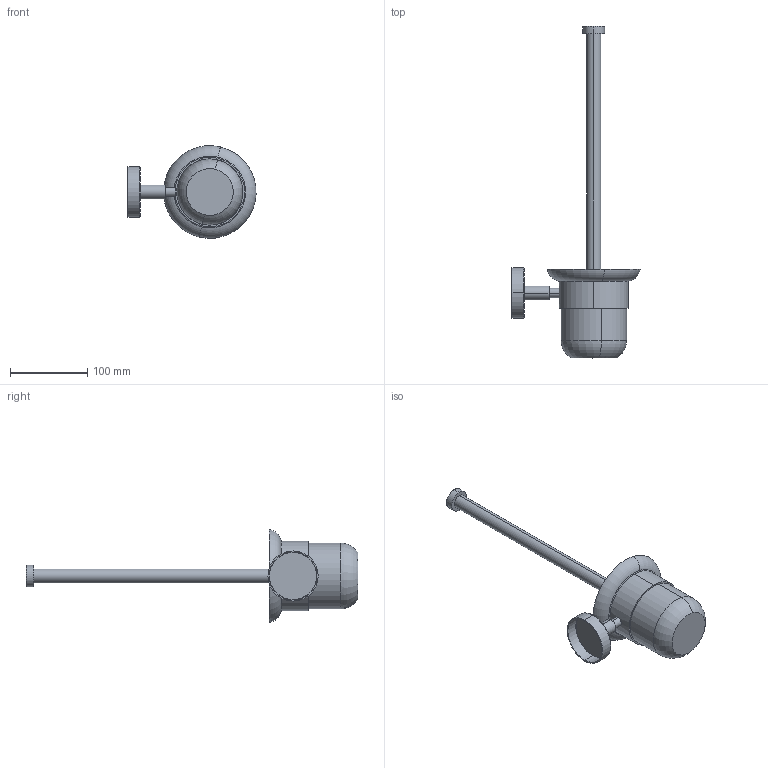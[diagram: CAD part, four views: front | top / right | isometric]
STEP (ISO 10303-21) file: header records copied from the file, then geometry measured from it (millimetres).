
FILE_DESCRIPTION (( 'STEP AP203' ), '1' );
FILE_NAME ('21587 - Marbea.STEP', '2013-03-22T17:31:54', ( '' ), ( '' ), 'SwSTEP 2.0', 'SolidWorks 2012', '' );
FILE_SCHEMA (( 'CONFIG_CONTROL_DESIGN' ));
Length unit declared in the file: millimetre
Products named in the file (6): Marbea 002.- szczotka; 21587 - Marbea; Marbea 005.- szczotka; Marbea 004.- szczotka; Marbea 003.- szczotka; Marbea 001
Assembly tree (5 placements, depth 2):
  21587 - Marbea
    Marbea 001
    Marbea 003.- szczotka
    Marbea 002.- szczotka
    Marbea 004.- szczotka
    Marbea 005.- szczotka
Bounding box: 165.9 x 430 x 119.8 mm (x, y, z)
Volume: 569225.7 mm3; surface area: 156722.2 mm2
Topology: 5 solids, 5 shells, 63 faces, 120 edges, 74 vertices
Faces by surface type: cylinder 28, torus 18, plane 17
Entity records: 2414 total; most frequent: CARTESIAN_POINT 429, DIRECTION 346, ORIENTED_EDGE 240, AXIS2_PLACEMENT_3D 159, EDGE_CURVE 120, CIRCLE 88, EDGE_LOOP 74, VERTEX_POINT 74
